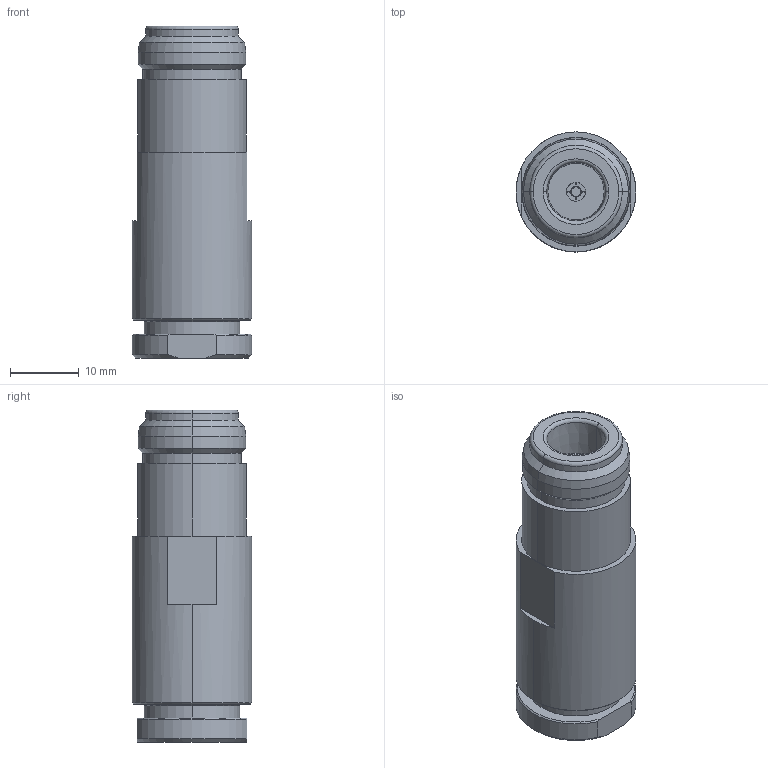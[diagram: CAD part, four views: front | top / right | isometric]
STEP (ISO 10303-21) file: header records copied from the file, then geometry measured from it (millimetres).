
FILE_DESCRIPTION (( 'STEP AP214' ), '1' );
FILE_NAME ('J01021H1076.STEP', '2018-11-15T14:21:38', ( '' ), ( '' ), 'SwSTEP 2.0', 'SolidWorks 2017', '' );
FILE_SCHEMA (( 'AUTOMOTIVE_DESIGN' ));
Length unit declared in the file: millimetre
Products named in the file (1): J01021H1076
Bounding box: 17.5 x 17.5 x 48.42 mm (x, y, z)
Volume: 9733 mm3; surface area: 3410.2 mm2
Topology: 1 solids, 1 shells, 81 faces, 184 edges, 115 vertices
Faces by surface type: plane 26, cylinder 25, cone 24, torus 6
Entity records: 3194 total; most frequent: CARTESIAN_POINT 453, DIRECTION 405, ORIENTED_EDGE 368, EDGE_CURVE 184, AXIS2_PLACEMENT_3D 163, VERTEX_POINT 115, EDGE_LOOP 91, UNCERTAINTY_MEASURE_WITH_UNIT 82
